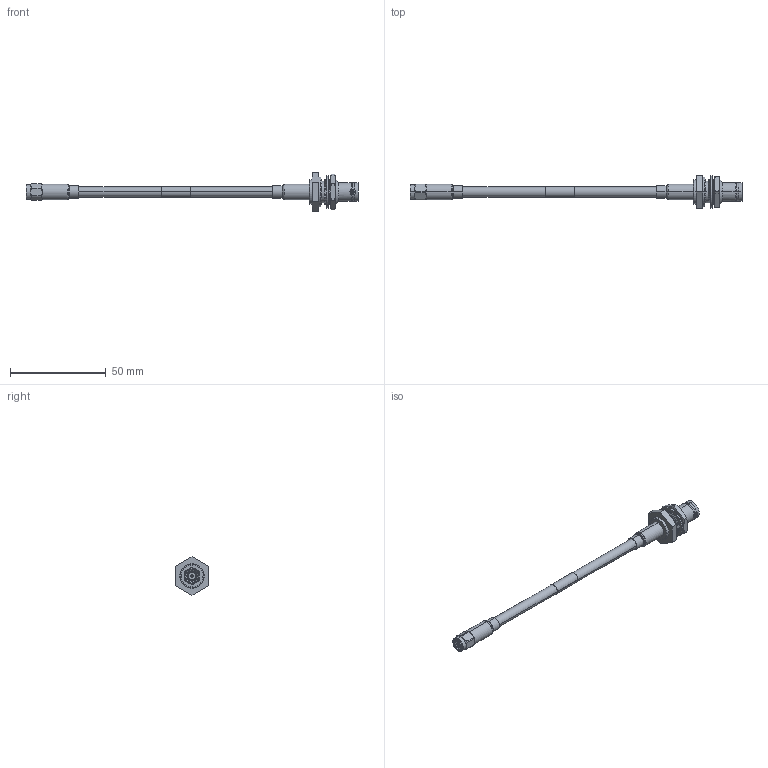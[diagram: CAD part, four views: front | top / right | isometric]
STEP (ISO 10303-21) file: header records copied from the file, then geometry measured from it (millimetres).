
FILE_DESCRIPTION (( 'STEP AP203' ), '1' );
FILE_NAME ('FMCA2713.STEP', '2022-03-09T17:29:02', ( '' ), ( '' ), 'SwSTEP 2.0', 'SolidWorks 2021', '' );
FILE_SCHEMA (( 'CONFIG_CONTROL_DESIGN' ));
Length unit declared in the file: millimetre
Products named in the file (8): SC7050-MA1; SC7050_SC7050 -RG223; RG223_with label; CA-240-MA1_.75" Long; FMCA2713; SC7050-MA3_SC7050 -RG223; FMCN1571_Assemble; SC7059-MA2
Assembly tree (8 placements, depth 3):
  FMCA2713
    RG223_with label
    FMCN1571_Assemble
    SC7050_SC7050 -RG223
      SC7050-MA1
      SC7059-MA2
      SC7050-MA3_SC7050 -RG223
    CA-240-MA1_.75" Long  x2
Bounding box: 173.56 x 17.5 x 20.21 mm (x, y, z)
Volume: 6508.6 mm3; surface area: 10745.8 mm2
Topology: 18 solids, 19 shells, 653 faces, 1524 edges, 928 vertices
Faces by surface type: plane 316, cylinder 161, cone 150, torus 26
Entity records: 19719 total; most frequent: CARTESIAN_POINT 4373, DIRECTION 3095, ORIENTED_EDGE 2960, EDGE_CURVE 1480, AXIS2_PLACEMENT_3D 1156, VERTEX_POINT 904, VECTOR 783, LINE 783
